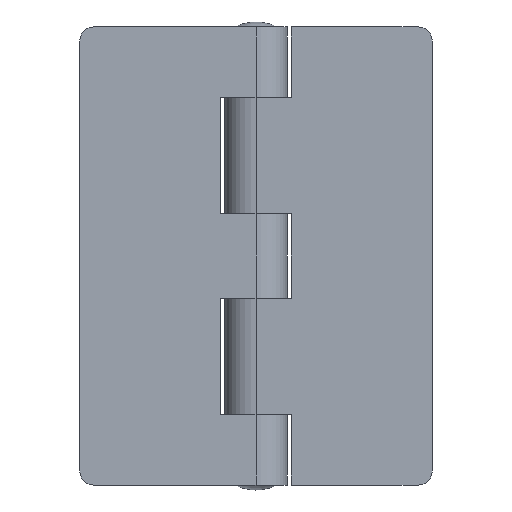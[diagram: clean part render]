
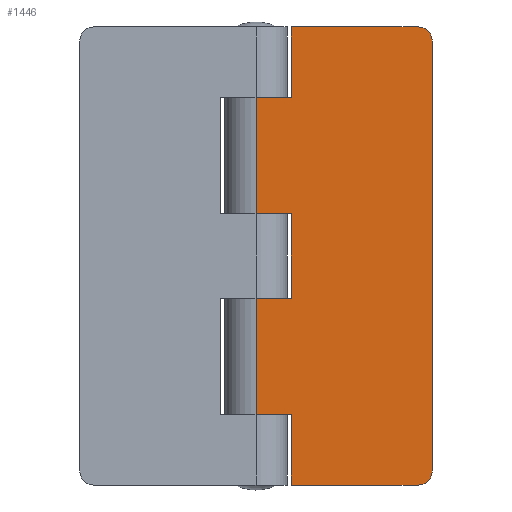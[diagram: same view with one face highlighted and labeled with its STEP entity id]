
A CAD part, front view. The second image highlights one B-rep face of the part: STEP entity #1446.
In plain terms, the highlighted planar face has unit normal (0, -1, 0).
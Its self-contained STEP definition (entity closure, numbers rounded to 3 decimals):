
#8 = EDGE_CURVE ( 'NONE', #738, #769, #1119, .T. ) ;
#23 = LINE ( 'NONE', #1058, #1584 ) ;
#43 = VERTEX_POINT ( 'NONE', #1391 ) ;
#75 = CARTESIAN_POINT ( 'NONE',  ( 0., -4.4, 32.5 ) ) ;
#77 = CARTESIAN_POINT ( 'NONE',  ( 5., -4.4, 22.5 ) ) ;
#132 = EDGE_CURVE ( 'NONE', #1152, #43, #2620, .T. ) ;
#163 = ORIENTED_EDGE ( 'NONE', *, *, #586, .T. ) ;
#164 = EDGE_CURVE ( 'NONE', #2549, #896, #2121, .T. ) ;
#219 = VERTEX_POINT ( 'NONE', #436 ) ;
#271 = VECTOR ( 'NONE', #932, 1000. ) ;
#287 = ORIENTED_EDGE ( 'NONE', *, *, #164, .T. ) ;
#316 = CARTESIAN_POINT ( 'NONE',  ( -4.4, -4.4, 6. ) ) ;
#331 = ORIENTED_EDGE ( 'NONE', *, *, #132, .T. ) ;
#340 = VECTOR ( 'NONE', #346, 1000. ) ;
#346 = DIRECTION ( 'NONE',  ( 1., 0., 0. ) ) ;
#351 = DIRECTION ( 'NONE',  ( 1., 0., 0. ) ) ;
#436 = CARTESIAN_POINT ( 'NONE',  ( 25., -4.4, -30.5 ) ) ;
#463 = VECTOR ( 'NONE', #904, 1000. ) ;
#467 = VECTOR ( 'NONE', #1846, 1000. ) ;
#522 = ORIENTED_EDGE ( 'NONE', *, *, #835, .T. ) ;
#523 = CARTESIAN_POINT ( 'NONE',  ( 5., -4.4, -32.5 ) ) ;
#543 = EDGE_CURVE ( 'NONE', #738, #1152, #907, .T. ) ;
#554 = ORIENTED_EDGE ( 'NONE', *, *, #2626, .T. ) ;
#563 = CIRCLE ( 'NONE', #1416, 2. ) ;
#586 = EDGE_CURVE ( 'NONE', #2108, #2549, #1380, .T. ) ;
#633 = VERTEX_POINT ( 'NONE', #1950 ) ;
#634 = EDGE_LOOP ( 'NONE', ( #1616, #554, #1986, #522, #2353, #1379, #331, #2634, #2276, #163, #287, #1318, #2400, #2584 ) ) ;
#657 = FACE_OUTER_BOUND ( 'NONE', #634, .T. ) ;
#738 = VERTEX_POINT ( 'NONE', #774 ) ;
#753 = DIRECTION ( 'NONE',  ( 0., 0., 1. ) ) ;
#762 = CIRCLE ( 'NONE', #1252, 2. ) ;
#769 = VERTEX_POINT ( 'NONE', #818 ) ;
#774 = CARTESIAN_POINT ( 'NONE',  ( 5., -4.4, 32.5 ) ) ;
#804 = DIRECTION ( 'NONE',  ( -1., 0., 0. ) ) ;
#818 = CARTESIAN_POINT ( 'NONE',  ( 23., -4.4, 32.5 ) ) ;
#835 = EDGE_CURVE ( 'NONE', #2045, #769, #563, .T. ) ;
#850 = CARTESIAN_POINT ( 'NONE',  ( 0., -4.4, -6. ) ) ;
#896 = VERTEX_POINT ( 'NONE', #850 ) ;
#904 = DIRECTION ( 'NONE',  ( 0., 0., -1. ) ) ;
#907 = LINE ( 'NONE', #2612, #2162 ) ;
#932 = DIRECTION ( 'NONE',  ( 0., 0., -1. ) ) ;
#1003 = CARTESIAN_POINT ( 'NONE',  ( -4.4, -4.4, 22.5 ) ) ;
#1043 = CARTESIAN_POINT ( 'NONE',  ( 5., -4.4, -32.5 ) ) ;
#1058 = CARTESIAN_POINT ( 'NONE',  ( 0., -4.4, -32.5 ) ) ;
#1089 = EDGE_CURVE ( 'NONE', #2387, #1701, #1378, .T. ) ;
#1094 = CARTESIAN_POINT ( 'NONE',  ( 5., -4.4, -6. ) ) ;
#1118 = DIRECTION ( 'NONE',  ( 0., 0., -1. ) ) ;
#1119 = LINE ( 'NONE', #1557, #340 ) ;
#1152 = VERTEX_POINT ( 'NONE', #77 ) ;
#1161 = VECTOR ( 'NONE', #2368, 1000. ) ;
#1164 = VECTOR ( 'NONE', #1849, 1000. ) ;
#1168 = EDGE_CURVE ( 'NONE', #1453, #2387, #2325, .T. ) ;
#1218 = VECTOR ( 'NONE', #1118, 1000. ) ;
#1247 = AXIS2_PLACEMENT_3D ( 'NONE', #2624, #1564, #753 ) ;
#1252 = AXIS2_PLACEMENT_3D ( 'NONE', #1751, #1927, #1541 ) ;
#1257 = DIRECTION ( 'NONE',  ( 1., 0., 0. ) ) ;
#1263 = DIRECTION ( 'NONE',  ( 0., -1., 0. ) ) ;
#1318 = ORIENTED_EDGE ( 'NONE', *, *, #1370, .T. ) ;
#1370 = EDGE_CURVE ( 'NONE', #896, #1453, #2191, .T. ) ;
#1378 = LINE ( 'NONE', #523, #463 ) ;
#1379 = ORIENTED_EDGE ( 'NONE', *, *, #543, .T. ) ;
#1380 = LINE ( 'NONE', #1576, #271 ) ;
#1391 = CARTESIAN_POINT ( 'NONE',  ( 0., -4.4, 22.5 ) ) ;
#1416 = AXIS2_PLACEMENT_3D ( 'NONE', #1877, #1263, #2299 ) ;
#1446 = ADVANCED_FACE ( 'NONE', ( #657 ), #2604, .F. ) ;
#1453 = VERTEX_POINT ( 'NONE', #1987 ) ;
#1541 = DIRECTION ( 'NONE',  ( 0., 0., 1. ) ) ;
#1557 = CARTESIAN_POINT ( 'NONE',  ( 0., -4.4, 32.5 ) ) ;
#1564 = DIRECTION ( 'NONE',  ( 0., 1., 0. ) ) ;
#1576 = CARTESIAN_POINT ( 'NONE',  ( 5., -4.4, -6. ) ) ;
#1584 = VECTOR ( 'NONE', #1257, 1000. ) ;
#1616 = ORIENTED_EDGE ( 'NONE', *, *, #2502, .T. ) ;
#1645 = CARTESIAN_POINT ( 'NONE',  ( -4.4, -4.4, -6. ) ) ;
#1701 = VERTEX_POINT ( 'NONE', #1043 ) ;
#1733 = DIRECTION ( 'NONE',  ( 1., 0., 0. ) ) ;
#1751 = CARTESIAN_POINT ( 'NONE',  ( 23., -4.4, -30.5 ) ) ;
#1760 = EDGE_CURVE ( 'NONE', #2045, #219, #2163, .T. ) ;
#1778 = VECTOR ( 'NONE', #351, 1000. ) ;
#1794 = VECTOR ( 'NONE', #1733, 1000. ) ;
#1846 = DIRECTION ( 'NONE',  ( 0., 0., -1. ) ) ;
#1847 = EDGE_CURVE ( 'NONE', #43, #2150, #2259, .T. ) ;
#1849 = DIRECTION ( 'NONE',  ( -1., 0., 0. ) ) ;
#1877 = CARTESIAN_POINT ( 'NONE',  ( 23., -4.4, 30.5 ) ) ;
#1888 = CARTESIAN_POINT ( 'NONE',  ( 25., -4.4, 30.5 ) ) ;
#1927 = DIRECTION ( 'NONE',  ( 0., -1., 0. ) ) ;
#1940 = DIRECTION ( 'NONE',  ( 0., 0., -1. ) ) ;
#1950 = CARTESIAN_POINT ( 'NONE',  ( 23., -4.4, -32.5 ) ) ;
#1986 = ORIENTED_EDGE ( 'NONE', *, *, #1760, .F. ) ;
#1987 = CARTESIAN_POINT ( 'NONE',  ( 0., -4.4, -22.5 ) ) ;
#2045 = VERTEX_POINT ( 'NONE', #1888 ) ;
#2052 = VECTOR ( 'NONE', #804, 1000. ) ;
#2061 = CARTESIAN_POINT ( 'NONE',  ( 25., -4.4, 32.5 ) ) ;
#2062 = CARTESIAN_POINT ( 'NONE',  ( 0., -4.4, 6. ) ) ;
#2108 = VERTEX_POINT ( 'NONE', #2500 ) ;
#2121 = LINE ( 'NONE', #1645, #1164 ) ;
#2150 = VERTEX_POINT ( 'NONE', #2062 ) ;
#2162 = VECTOR ( 'NONE', #1940, 1000. ) ;
#2163 = LINE ( 'NONE', #2061, #467 ) ;
#2191 = LINE ( 'NONE', #2545, #1218 ) ;
#2259 = LINE ( 'NONE', #75, #1161 ) ;
#2276 = ORIENTED_EDGE ( 'NONE', *, *, #2417, .T. ) ;
#2299 = DIRECTION ( 'NONE',  ( 0., 0., 1. ) ) ;
#2325 = LINE ( 'NONE', #2343, #1794 ) ;
#2343 = CARTESIAN_POINT ( 'NONE',  ( -4.4, -4.4, -22.5 ) ) ;
#2353 = ORIENTED_EDGE ( 'NONE', *, *, #8, .F. ) ;
#2368 = DIRECTION ( 'NONE',  ( 0., 0., -1. ) ) ;
#2387 = VERTEX_POINT ( 'NONE', #2450 ) ;
#2400 = ORIENTED_EDGE ( 'NONE', *, *, #1168, .T. ) ;
#2417 = EDGE_CURVE ( 'NONE', #2150, #2108, #2598, .T. ) ;
#2450 = CARTESIAN_POINT ( 'NONE',  ( 5., -4.4, -22.5 ) ) ;
#2500 = CARTESIAN_POINT ( 'NONE',  ( 5., -4.4, 6. ) ) ;
#2502 = EDGE_CURVE ( 'NONE', #1701, #633, #23, .T. ) ;
#2545 = CARTESIAN_POINT ( 'NONE',  ( 0., -4.4, 32.5 ) ) ;
#2549 = VERTEX_POINT ( 'NONE', #1094 ) ;
#2584 = ORIENTED_EDGE ( 'NONE', *, *, #1089, .T. ) ;
#2598 = LINE ( 'NONE', #316, #1778 ) ;
#2604 = PLANE ( 'NONE',  #1247 ) ;
#2612 = CARTESIAN_POINT ( 'NONE',  ( 5., -4.4, 22.5 ) ) ;
#2620 = LINE ( 'NONE', #1003, #2052 ) ;
#2624 = CARTESIAN_POINT ( 'NONE',  ( 0., -4.4, 32.5 ) ) ;
#2626 = EDGE_CURVE ( 'NONE', #633, #219, #762, .T. ) ;
#2634 = ORIENTED_EDGE ( 'NONE', *, *, #1847, .T. ) ;
